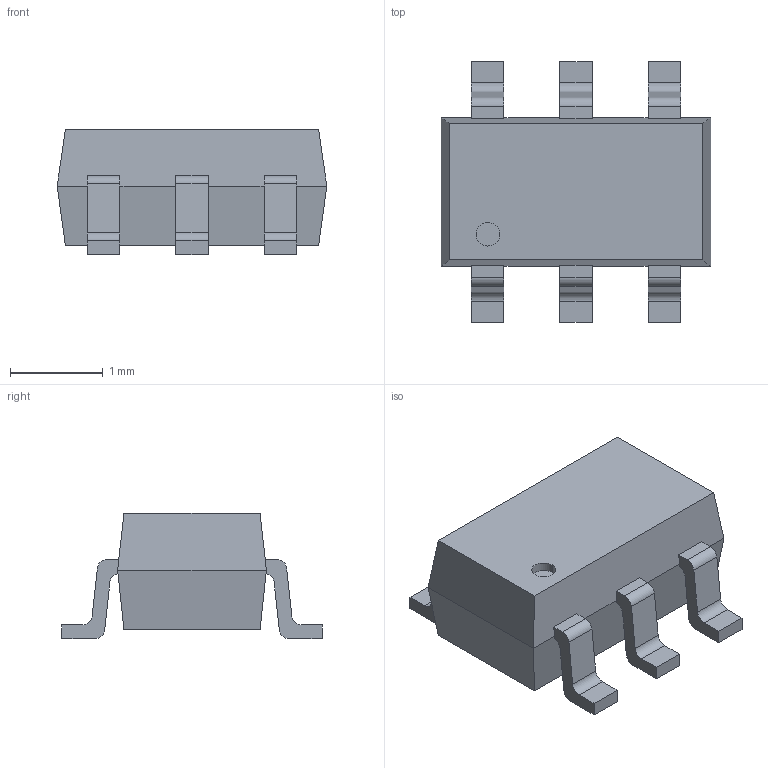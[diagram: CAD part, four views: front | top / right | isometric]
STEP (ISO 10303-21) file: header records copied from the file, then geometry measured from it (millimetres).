
FILE_DESCRIPTION (( 'STEP AP214' ), '1' );
FILE_NAME ('SOT-23-6_L2.9-W1.6-P0.95-LS2.8-BL-1.STEP', '2021-09-27T11:22:45', ( '' ), ( '' ), 'SwSTEP 2.0', 'SolidWorks 2018', '' );
FILE_SCHEMA (( 'AUTOMOTIVE_DESIGN' ));
Length unit declared in the file: millimetre
Products named in the file (1): SOT-23-6_L2.9-W1.6-P0.95-LS2.8-BL-1
Bounding box: 2.9 x 2.8 x 1.35 mm (x, y, z)
Volume: 5.8 mm3; surface area: 26.6 mm2
Topology: 1 solids, 1 shells, 145 faces, 401 edges, 266 vertices
Faces by surface type: plane 103, cylinder 26, bspline 16
Entity records: 5685 total; most frequent: CARTESIAN_POINT 1869, ORIENTED_EDGE 802, DIRECTION 681, EDGE_CURVE 401, VECTOR 317, LINE 317, VERTEX_POINT 266, AXIS2_PLACEMENT_3D 182
